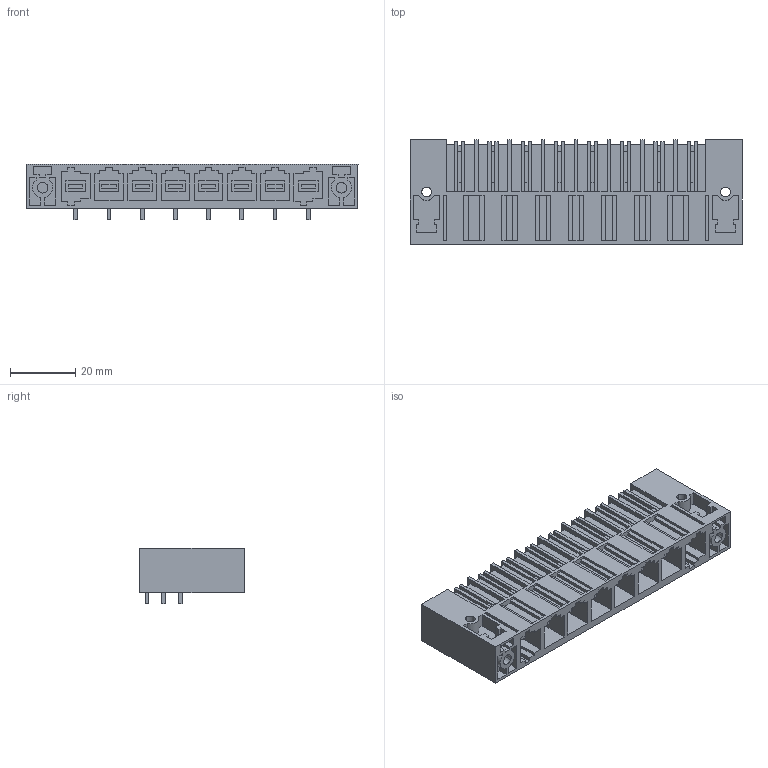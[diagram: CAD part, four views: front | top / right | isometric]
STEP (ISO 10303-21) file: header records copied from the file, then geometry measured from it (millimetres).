
FILE_DESCRIPTION(('CATIA V5 STEP Exchange','CAx-IF Rec.Pracs.--- Model Styling and Organization---1.2---2011-12-15'),'2;1');
FILE_NAME ('D1456682_0_1813630000_1813630000.stp','2018-03-07T10:14:30+00:00',('none'),('Weidmueller'),'CATIA Version 5-6 Release 2014','CATIA V5 STEP AP214','none');
FILE_SCHEMA(('AUTOMOTIVE_DESIGN { 1 0 10303 214 1 1 1 1 }'));
Length unit declared in the file: millimetre
Products named in the file (1): 1813630000
Bounding box: 101.6 x 32 x 17.1 mm (x, y, z)
Volume: 25075.9 mm3; surface area: 28172.3 mm2
Topology: 9 solids, 9 shells, 1006 faces, 2913 edges, 1962 vertices
Faces by surface type: plane 935, cylinder 71
Entity records: 31521 total; most frequent: ORIENTED_EDGE 5826, CARTESIAN_POINT 5519, DIRECTION 4173, EDGE_CURVE 2913, VECTOR 2760, LINE 2760, VERTEX_POINT 1962, EDGE_LOOP 1077
